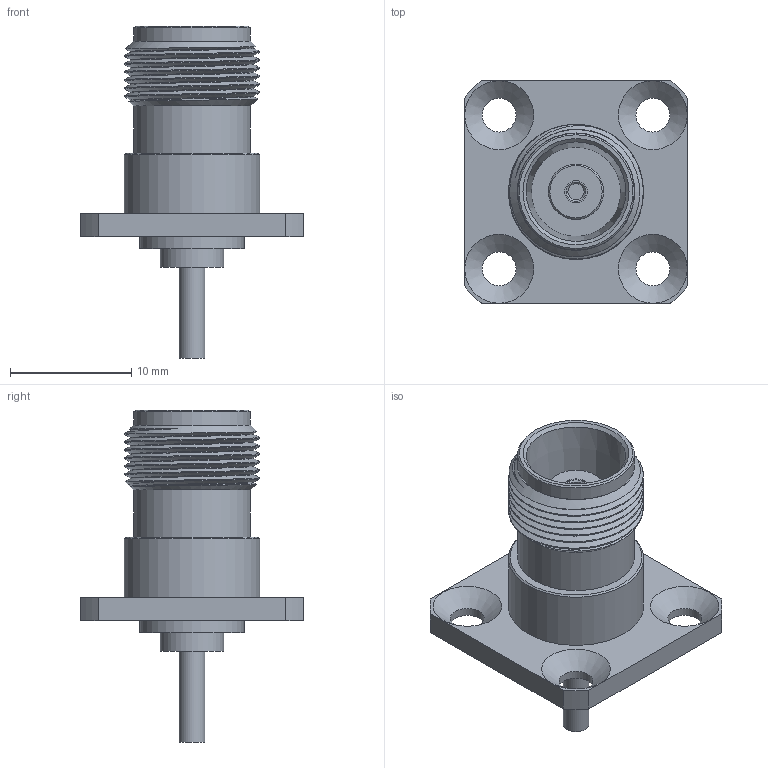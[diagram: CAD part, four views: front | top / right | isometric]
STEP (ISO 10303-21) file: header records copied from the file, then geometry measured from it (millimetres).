
FILE_DESCRIPTION (( 'STEP AP203' ), '1' );
FILE_NAME ('FMCN4368_3D.step', '2022-12-29T23:31:55', ( '' ), ( '' ), 'SwSTEP 2.0', 'SolidWorks 2022', '' );
FILE_SCHEMA (( 'CONFIG_CONTROL_DESIGN' ));
Length unit declared in the file: inch
Products named in the file (1): FMCN4368_3D
Bounding box: 18.5 x 18.5 x 27.43 mm (x, y, z)
Volume: 1680.4 mm3; surface area: 1834.9 mm2
Topology: 1 solids, 1 shells, 80 faces, 191 edges, 123 vertices
Faces by surface type: plane 40, cylinder 22, cone 15, bspline 3
Full cylindrical faces by diameter (mm): 1.346 x1, 1.854 x1, 2.108 x1, 2.794 x4, 4.572 x1, 5.283 x1, 8.636 x1, 9.652 x2, 11.176 x1
Entity records: 3535 total; most frequent: CARTESIAN_POINT 1771, DIRECTION 352, ORIENTED_EDGE 312, EDGE_CURVE 156, AXIS2_PLACEMENT_3D 148, EDGE_LOOP 122, VERTEX_POINT 112, FACE_OUTER_BOUND 93
